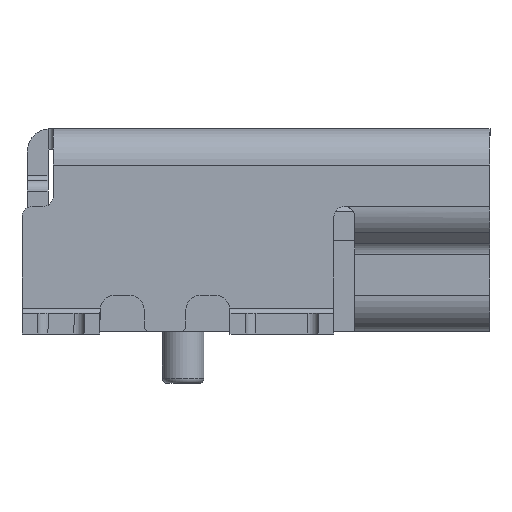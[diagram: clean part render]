
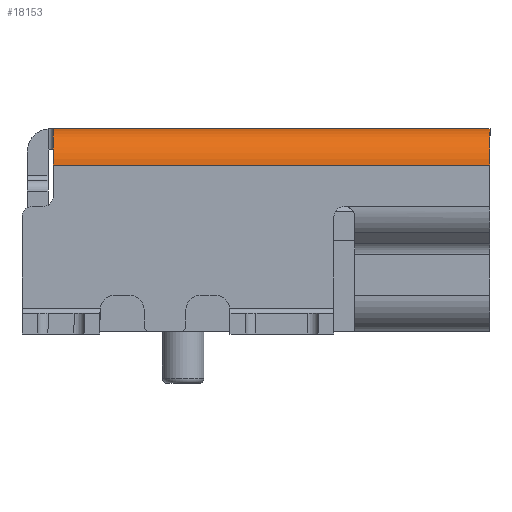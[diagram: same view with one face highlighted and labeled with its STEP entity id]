
A CAD part, left-side view. The second image highlights one B-rep face of the part: STEP entity #18153.
In plain terms, the highlighted cylindrical face has radius 0.7 mm (diameter 1.4 mm), a partial arc.
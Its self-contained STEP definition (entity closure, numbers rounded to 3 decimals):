
#92 = CARTESIAN_POINT ( 'NONE',  ( -3.85, -4.2, 1.25 ) ) ;
#770 = CARTESIAN_POINT ( 'NONE',  ( -3.15, 4.2, 1.25 ) ) ;
#1806 = DIRECTION ( 'NONE',  ( 0., 1., 0. ) ) ;
#4095 = VERTEX_POINT ( 'NONE', #12547 ) ;
#4345 = DIRECTION ( 'NONE',  ( 0., -1., 0. ) ) ;
#4961 = CARTESIAN_POINT ( 'NONE',  ( -3.15, -4.2, 1.25 ) ) ;
#5191 = DIRECTION ( 'NONE',  ( 0., -1., 0. ) ) ;
#5767 = EDGE_CURVE ( 'NONE', #4095, #7030, #15038, .T. ) ;
#6781 = ORIENTED_EDGE ( 'NONE', *, *, #5767, .F. ) ;
#6915 = EDGE_CURVE ( 'NONE', #17636, #19675, #7344, .T. ) ;
#6940 = DIRECTION ( 'NONE',  ( 0., 1., 0. ) ) ;
#7030 = VERTEX_POINT ( 'NONE', #9803 ) ;
#7246 = VECTOR ( 'NONE', #16731, 1000. ) ;
#7344 = LINE ( 'NONE', #9312, #7246 ) ;
#8585 = AXIS2_PLACEMENT_3D ( 'NONE', #10280, #6940, #14472 ) ;
#9088 = CARTESIAN_POINT ( 'NONE',  ( -3.15, 4.2, 1.95 ) ) ;
#9312 = CARTESIAN_POINT ( 'NONE',  ( -3.15, -4.2, 1.95 ) ) ;
#9496 = AXIS2_PLACEMENT_3D ( 'NONE', #770, #4345, #21402 ) ;
#9803 = CARTESIAN_POINT ( 'NONE',  ( -3.85, 4.2, 1.25 ) ) ;
#10280 = CARTESIAN_POINT ( 'NONE',  ( -3.15, -4.2, 1.25 ) ) ;
#11072 = EDGE_LOOP ( 'NONE', ( #22934, #6781, #22390, #14121 ) ) ;
#12524 = VECTOR ( 'NONE', #1806, 1000. ) ;
#12547 = CARTESIAN_POINT ( 'NONE',  ( -3.85, -4.2, 1.25 ) ) ;
#12654 = EDGE_CURVE ( 'NONE', #19675, #7030, #19373, .T. ) ;
#12768 = EDGE_CURVE ( 'NONE', #17636, #4095, #14640, .T. ) ;
#14121 = ORIENTED_EDGE ( 'NONE', *, *, #6915, .T. ) ;
#14226 = CYLINDRICAL_SURFACE ( 'NONE', #8585, 0.7 ) ;
#14472 = DIRECTION ( 'NONE',  ( -1., 0., 0. ) ) ;
#14640 = CIRCLE ( 'NONE', #18970, 0.7 ) ;
#14695 = DIRECTION ( 'NONE',  ( 1., 0., 0. ) ) ;
#15038 = LINE ( 'NONE', #92, #12524 ) ;
#16183 = CARTESIAN_POINT ( 'NONE',  ( -3.15, -4.2, 1.95 ) ) ;
#16731 = DIRECTION ( 'NONE',  ( 0., 1., 0. ) ) ;
#17636 = VERTEX_POINT ( 'NONE', #16183 ) ;
#18153 = ADVANCED_FACE ( 'NONE', ( #19915 ), #14226, .T. ) ;
#18970 = AXIS2_PLACEMENT_3D ( 'NONE', #4961, #5191, #14695 ) ;
#19373 = CIRCLE ( 'NONE', #9496, 0.7 ) ;
#19675 = VERTEX_POINT ( 'NONE', #9088 ) ;
#19915 = FACE_OUTER_BOUND ( 'NONE', #11072, .T. ) ;
#21402 = DIRECTION ( 'NONE',  ( 1., 0., 0. ) ) ;
#22390 = ORIENTED_EDGE ( 'NONE', *, *, #12768, .F. ) ;
#22934 = ORIENTED_EDGE ( 'NONE', *, *, #12654, .T. ) ;
